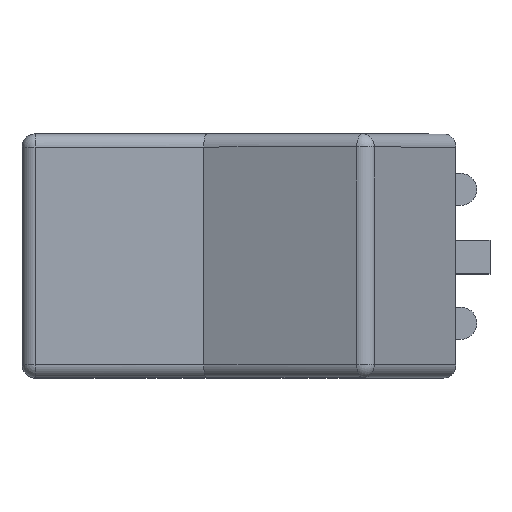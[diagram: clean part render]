
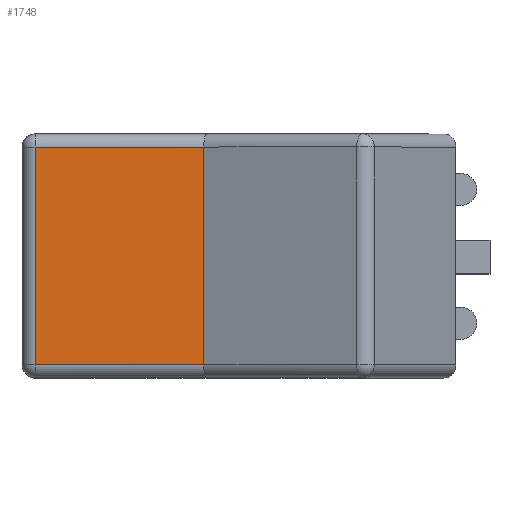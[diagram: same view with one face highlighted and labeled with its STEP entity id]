
A CAD part, top view. The second image highlights one B-rep face of the part: STEP entity #1748.
In plain terms, the highlighted planar face has unit normal (-0.002, 0, 1).
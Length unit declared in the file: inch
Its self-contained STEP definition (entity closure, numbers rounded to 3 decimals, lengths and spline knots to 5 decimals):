
#1550=CARTESIAN_POINT('',(-0.05283,0.1628,0.83398));
#1551=VERTEX_POINT('',#1550);
#1573=CARTESIAN_POINT('',(-0.30504,0.1628,0.83354));
#1574=VERTEX_POINT('',#1573);
#1582=CARTESIAN_POINT('',(-0.30504,0.1628,0.83354));
#1583=DIRECTION('',(1.,0.0,0.002));
#1584=VECTOR('',#1583,0.25221);
#1585=LINE('',#1582,#1584);
#1586=EDGE_CURVE('',#1574,#1551,#1585,.T.);
#1707=CARTESIAN_POINT('',(-0.05283,-0.1628,0.83398));
#1708=VERTEX_POINT('',#1707);
#1709=CARTESIAN_POINT('',(-0.05283,0.1628,0.83398));
#1710=DIRECTION('',(0.0,-1.0,0.0));
#1711=VECTOR('',#1710,0.32559);
#1712=LINE('',#1709,#1711);
#1713=EDGE_CURVE('',#1551,#1708,#1712,.T.);
#1725=CARTESIAN_POINT('',(-0.31765,0.17907,0.83352));
#1726=DIRECTION('',(-0.002,0.0,1.));
#1727=DIRECTION('',(1.,0.0,0.002));
#1728=AXIS2_PLACEMENT_3D('',#1725,#1726,#1727);
#1729=PLANE('',#1728);
#1730=ORIENTED_EDGE('',*,*,#1586,.F.);
#1731=CARTESIAN_POINT('',(-0.30504,-0.1628,0.83354));
#1732=VERTEX_POINT('',#1731);
#1733=CARTESIAN_POINT('',(-0.30504,0.1628,0.83354));
#1734=DIRECTION('',(0.0,-1.0,0.0));
#1735=VECTOR('',#1734,0.32559);
#1736=LINE('',#1733,#1735);
#1737=EDGE_CURVE('',#1574,#1732,#1736,.T.);
#1738=ORIENTED_EDGE('',*,*,#1737,.T.);
#1739=CARTESIAN_POINT('',(-0.05283,-0.1628,0.83398));
#1740=DIRECTION('',(-1.,0.0,-0.002));
#1741=VECTOR('',#1740,0.25221);
#1742=LINE('',#1739,#1741);
#1743=EDGE_CURVE('',#1708,#1732,#1742,.T.);
#1744=ORIENTED_EDGE('',*,*,#1743,.F.);
#1745=ORIENTED_EDGE('',*,*,#1713,.F.);
#1746=EDGE_LOOP('',(#1730,#1738,#1744,#1745));
#1747=FACE_OUTER_BOUND('',#1746,.T.);
#1748=ADVANCED_FACE('',(#1747),#1729,.T.);
